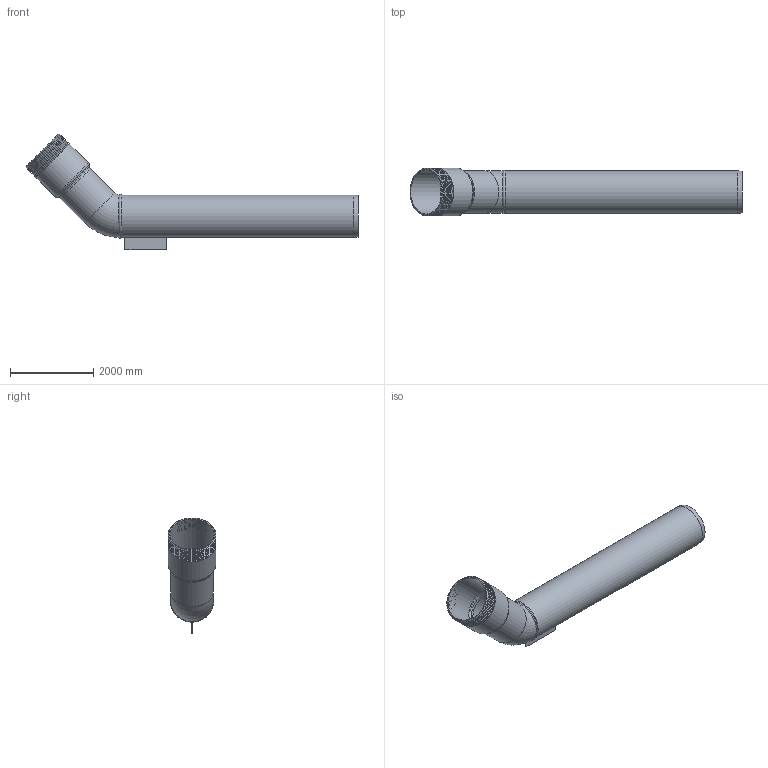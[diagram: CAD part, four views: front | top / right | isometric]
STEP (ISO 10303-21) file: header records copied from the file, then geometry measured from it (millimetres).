
FILE_DESCRIPTION(/* description */ (''),/* implementation_level */ '2;1');
FILE_NAME(/* name */ '18351.100X_3D.stp',/* time_stamp */ '2024-12-12T07:40:23+01:00',/* author */ ('CAD'),/* organization */ (''),/* preprocessor_version */ 'ST-DEVELOPER v20',/* originating_system */ 'AutoCAD Mechanical',/* authorisation */ '');
FILE_SCHEMA (('AUTOMOTIVE_DESIGN { 1 0 10303 214 3 1 1 }'));
Length unit declared in the file: centimetre
Products named in the file (1): Product
Bounding box: 7976.35 x 1150 x 2786.35 mm (x, y, z)
Volume: 609053270.6 mm3; surface area: 55136778 mm2
Topology: 5 solids, 5 shells, 50 faces, 102 edges, 59 vertices
Faces by surface type: cone 26, plane 11, torus 6, cylinder 6, bspline 1
Full cylindrical faces by diameter (mm): 980 x2, 1020 x2, 1060 x1, 1150 x1
Entity records: 1365 total; most frequent: DIRECTION 260, CARTESIAN_POINT 238, ORIENTED_EDGE 204, AXIS2_PLACEMENT_3D 108, EDGE_CURVE 102, VERTEX_POINT 59, CIRCLE 58, EDGE_LOOP 55
